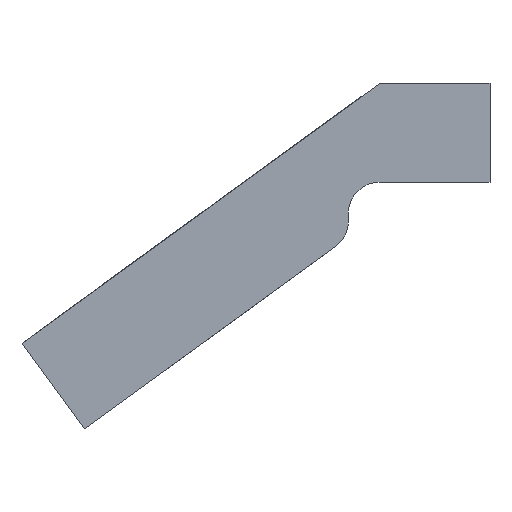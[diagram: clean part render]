
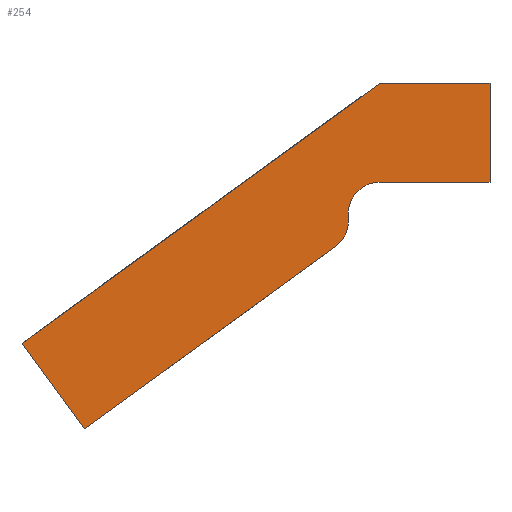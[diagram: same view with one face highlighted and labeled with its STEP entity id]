
A CAD part, left-side view. The second image highlights one B-rep face of the part: STEP entity #254.
In plain terms, the highlighted planar face has unit normal (-1, 0, 0).
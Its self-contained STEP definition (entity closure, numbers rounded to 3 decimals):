
#27=PLANE('',#291);
#40=FACE_OUTER_BOUND('',#59,.T.);
#59=EDGE_LOOP('',(#222,#223,#224,#225,#226,#227,#228,#229));
#67=LINE('',#400,#90);
#70=LINE('',#406,#93);
#73=LINE('',#412,#96);
#76=LINE('',#418,#99);
#79=LINE('',#424,#102);
#82=LINE('',#429,#105);
#90=VECTOR('',#333,10.);
#93=VECTOR('',#338,10.);
#96=VECTOR('',#343,10.);
#99=VECTOR('',#348,10.);
#102=VECTOR('',#353,10.);
#105=VECTOR('',#358,10.);
#113=CIRCLE('',#280,2.467);
#115=CIRCLE('',#283,2.467);
#123=VERTEX_POINT('',#384);
#124=VERTEX_POINT('',#385);
#127=VERTEX_POINT('',#393);
#129=VERTEX_POINT('',#399);
#131=VERTEX_POINT('',#405);
#133=VERTEX_POINT('',#411);
#135=VERTEX_POINT('',#417);
#137=VERTEX_POINT('',#423);
#148=EDGE_CURVE('',#123,#124,#113,.T.);
#152=EDGE_CURVE('',#127,#124,#115,.T.);
#155=EDGE_CURVE('',#129,#127,#67,.T.);
#158=EDGE_CURVE('',#131,#129,#70,.T.);
#161=EDGE_CURVE('',#133,#131,#73,.T.);
#164=EDGE_CURVE('',#135,#133,#76,.T.);
#167=EDGE_CURVE('',#137,#135,#79,.T.);
#170=EDGE_CURVE('',#123,#137,#82,.T.);
#222=ORIENTED_EDGE('',*,*,#170,.F.);
#223=ORIENTED_EDGE('',*,*,#148,.T.);
#224=ORIENTED_EDGE('',*,*,#152,.F.);
#225=ORIENTED_EDGE('',*,*,#155,.F.);
#226=ORIENTED_EDGE('',*,*,#158,.F.);
#227=ORIENTED_EDGE('',*,*,#161,.F.);
#228=ORIENTED_EDGE('',*,*,#164,.F.);
#229=ORIENTED_EDGE('',*,*,#167,.F.);
#254=ADVANCED_FACE('',(#40),#27,.T.);
#280=AXIS2_PLACEMENT_3D('',#386,#318,#319);
#283=AXIS2_PLACEMENT_3D('',#394,#326,#327);
#291=AXIS2_PLACEMENT_3D('',#431,#360,#361);
#318=DIRECTION('center_axis',(-1.,0.,0.));
#319=DIRECTION('ref_axis',(0.,-1.,0.));
#326=DIRECTION('center_axis',(-1.,0.,0.));
#327=DIRECTION('ref_axis',(0.,-1.,0.));
#333=DIRECTION('',(0.,1.,0.));
#338=DIRECTION('',(0.,0.,-1.));
#343=DIRECTION('',(0.,-1.,0.));
#348=DIRECTION('',(0.,-0.809,0.588));
#353=DIRECTION('',(0.,0.588,0.809));
#358=DIRECTION('',(0.,0.809,-0.588));
#360=DIRECTION('center_axis',(-1.,0.,0.));
#361=DIRECTION('ref_axis',(0.,-1.,0.));
#384=CARTESIAN_POINT('',(13.,-173.043,-99.392));
#385=CARTESIAN_POINT('',(13.,-174.046,-97.138));
#386=CARTESIAN_POINT('Origin',(13.,-171.592,-97.396));
#393=CARTESIAN_POINT('',(13.,-176.5,-94.413));
#394=CARTESIAN_POINT('Origin',(13.,-176.5,-96.88));
#399=CARTESIAN_POINT('',(13.,-185.,-94.413));
#400=CARTESIAN_POINT('',(13.,-185.,-94.413));
#405=CARTESIAN_POINT('',(13.,-185.,-86.75));
#406=CARTESIAN_POINT('',(13.,-185.,-86.75));
#411=CARTESIAN_POINT('',(13.,-176.5,-86.75));
#412=CARTESIAN_POINT('',(13.,-180.5,-86.75));
#417=CARTESIAN_POINT('',(13.,-148.809,-106.869));
#418=CARTESIAN_POINT('',(13.,-148.809,-106.869));
#423=CARTESIAN_POINT('',(13.,-153.626,-113.499));
#424=CARTESIAN_POINT('',(13.,-153.626,-113.499));
#429=CARTESIAN_POINT('',(13.,-176.5,-96.88));
#431=CARTESIAN_POINT('Origin',(13.,-166.904,-100.124));
